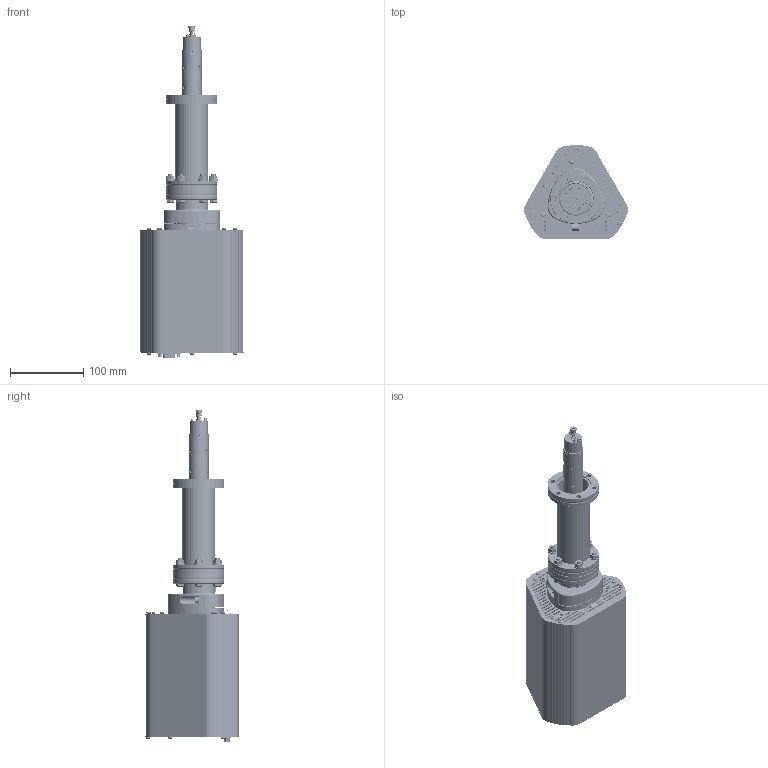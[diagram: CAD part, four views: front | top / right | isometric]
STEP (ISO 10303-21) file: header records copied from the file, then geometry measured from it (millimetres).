
FILE_DESCRIPTION(/* description */ (''),/* implementation_level */ '2;1');
FILE_NAME(/* name */ 'OUTLINE_PRISMA_STR_CLOSED_IS_EM_1.stp',/* time_stamp */ '2014-12-18T14:21:10-05:00',/* author */ (''),/* organization */ (''),/* preprocessor_version */ 'ST-DEVELOPER v11',/* originating_system */ 'SIEMENS PLM Software NX 7.5',/* authorisation */ '');
FILE_SCHEMA (('AUTOMOTIVE_DESIGN { 1 0 10303 214 1 1 1 1 }'));
Products named in the file (37): BG442807_B; BG444440_B; BN809801_E; N3415023X_1; BG444406-4_1; BG444406-3_1; BG444406-7_1; BG444406-5_1; BG444406-2_1; BG444406-1_B; BG444406-6_1; BG444404_B; REF 61-0015_1_1; BG444417-1_D; BG444417-2_D; BP414591_1; BG442803_C; B3837175X_3; REF PTM25252_1; B3547134X_2; N3052160X_1; N3016349X4_1; N3502418X_1; BG528310_F; 144-114_1; BG444416_F; BG444457_A; OUTLINE PRISMA QME 220 STRAIGHT_1; BG444522-T_NO REY_MODEL; BN846281-T_2_MODEL; BG444406-X_C_MODELNX-ARRAGMNTCONFIG1; BG444405-X_A_MODEL; 61-0015_3_MODEL; BG444417-X_D_MODELNX-ARRAGMNTArrangement 2 INSTALLED; BP414606-T_1_MODEL; PTM25255_C_NX-ARRAGMNTFOR OUTLINE ONLY; OUTLINE PRISMA STR CLOSED IS EM_1
Assembly tree (89 placements, depth 5):
  OUTLINE PRISMA STR CLOSED IS EM_1
    OUTLINE PRISMA QME 220 STRAIGHT_1
    PTM25255_C_NX-ARRAGMNTFOR OUTLINE ONLY
      BP414606-T_1_MODEL
        BP414591_1
      BG444457_A  x4
      BG444416_F
      BG444417-X_D_MODELNX-ARRAGMNTArrangement 2 INSTALLED
        BG444417-2_D
        BG444417-1_D  x2
      144-114_1  x6
      BG528310_F
      N3502418X_1  x6
      61-0015_3_MODEL
        REF 61-0015_1_1
      N3016349X4_1  x6
      N3052160X_1  x3
      B3547134X_2  x3
      BG444405-X_A_MODEL
        BG444404_B
        BG444406-X_C_MODELNX-ARRAGMNTCONFIG1
          BG444406-6_1  x9
          BG444406-1_B
          BG444406-2_1  x9
          BG444406-5_1  x2
          BG444406-7_1  x2
          BG444406-3_1
          BG444406-4_1
      REF PTM25252_1
      BN846281-T_2_MODEL
        BG444522-T_NO REY_MODEL
          N3415023X_1  x6
          BN809801_E  x6
          BG444440_B  x3
          BG442807_B
      B3837175X_3
      BG442803_C
Bounding box: 141.35 x 127.75 x 452.29 mm (x, y, z)
Volume: 627365 mm3; surface area: 609039.1 mm2
Topology: 167 solids, 603 shells, 5306 faces, 13942 edges, 9323 vertices
Faces by surface type: plane 1937, cone 1691, cylinder 1385, torus 208, bspline 53, sphere 32
Full cylindrical faces by diameter (mm): 0.254 x1, 0.5 x4, 0.889 x8, 1 x3, 1.016 x4, 1.067 x2, 1.221 x6, 1.6 x29, 1.65 x6, 1.8 x6, 2.032 x1, 2.05 x1, 2.2 x3, 2.261 x2, 2.3 x6, 2.4 x10, 2.41 x4, 2.45 x11, 2.5 x189, 2.6 x19, 2.7 x8, 2.8 x3, 2.845 x2, 2.91 x3, 2.94 x10, 2.95 x13, 3 x16, 3.1 x5, 3.175 x4, 3.2 x3
Entity records: 159749 total; most frequent: CARTESIAN_POINT 40850, DIRECTION 23332, ORIENTED_EDGE 20906, EDGE_CURVE 10968, AXIS2_PLACEMENT_3D 9578, VERTEX_POINT 8114, EDGE_LOOP 7265, ADVANCED_FACE 4908
